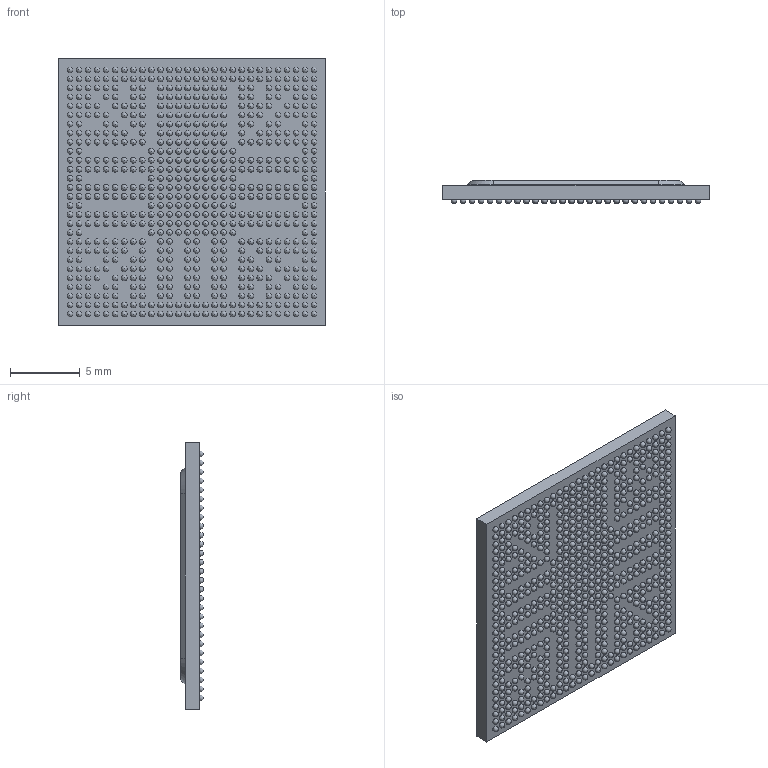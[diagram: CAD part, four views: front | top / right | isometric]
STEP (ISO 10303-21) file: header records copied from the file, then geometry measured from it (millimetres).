
FILE_DESCRIPTION (( 'STEP AP203' ), '1' );
FILE_NAME ('RK3568-noMarking.STEP', '2024-01-06T11:02:35', ( '' ), ( '' ), 'SwSTEP 2.0', 'SolidWorks 2020', '' );
FILE_SCHEMA (( 'CONFIG_CONTROL_DESIGN' ));
Length unit declared in the file: millimetre
Products named in the file (1): RK3568-noMarking
Bounding box: 19.15 x 1.68 x 19.15 mm (x, y, z)
Volume: 474.6 mm3; surface area: 997.4 mm2
Topology: 1 solids, 1 shells, 683 faces, 2671 edges, 1992 vertices
Faces by surface type: sphere 650, plane 12, cylinder 9, torus 8, cone 4
Full cylindrical faces by diameter (mm): 0.752 x1
Entity records: 13963 total; most frequent: DIRECTION 2772, CARTESIAN_POINT 2096, ORIENTED_EDGE 1440, AXIS2_PLACEMENT_3D 1368, EDGE_LOOP 1336, FACE_BOUND 1302, EDGE_CURVE 720, VERTEX_POINT 692
